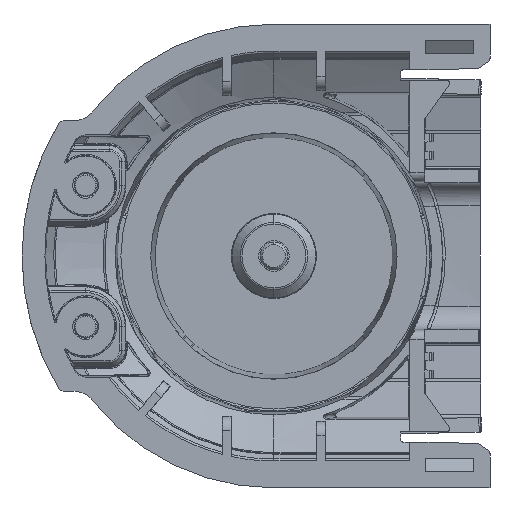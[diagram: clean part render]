
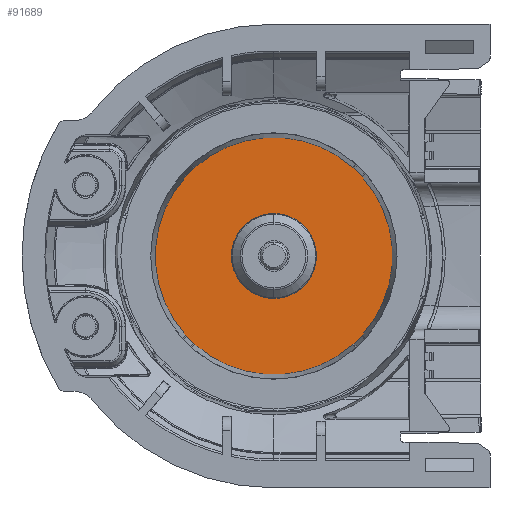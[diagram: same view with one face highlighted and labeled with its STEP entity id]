
A CAD part, front view. The second image highlights one B-rep face of the part: STEP entity #91689.
In plain terms, the highlighted planar face has unit normal (0, -1, 0).
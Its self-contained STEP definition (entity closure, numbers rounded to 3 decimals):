
#30464=CARTESIAN_POINT('',(-65.4,51.589,0.));
#30465=DIRECTION('',(0.,1.,0.));
#30466=DIRECTION('',(-0.746,0.,-0.666));
#30467=AXIS2_PLACEMENT_3D('',#30464,#30465,#30466);
#30469=CARTESIAN_POINT('',(-65.4,51.589,0.));
#30470=DIRECTION('',(0.,-1.,0.));
#30471=DIRECTION('',(-0.666,0.,0.746));
#30472=AXIS2_PLACEMENT_3D('',#30469,#30470,#30471);
#30474=CARTESIAN_POINT('',(-65.4,51.589,0.));
#30475=DIRECTION('',(0.,1.,0.));
#30476=DIRECTION('',(-0.666,0.,0.746));
#30477=AXIS2_PLACEMENT_3D('',#30474,#30475,#30476);
#30479=CARTESIAN_POINT('',(-65.4,51.589,0.));
#30480=DIRECTION('',(0.,-1.,0.));
#30481=DIRECTION('',(0.746,0.,0.666));
#30482=AXIS2_PLACEMENT_3D('',#30479,#30480,#30481);
#30484=CARTESIAN_POINT('',(-65.4,51.589,0.));
#30485=DIRECTION('',(0.,1.,0.));
#30486=DIRECTION('',(0.746,0.,0.666));
#30487=AXIS2_PLACEMENT_3D('',#30484,#30485,#30486);
#30489=CARTESIAN_POINT('',(-65.4,51.589,0.));
#30490=DIRECTION('',(0.,-1.,0.));
#30491=DIRECTION('',(0.666,0.,-0.746));
#30492=AXIS2_PLACEMENT_3D('',#30489,#30490,#30491);
#30494=CARTESIAN_POINT('',(-65.4,51.589,0.));
#30495=DIRECTION('',(0.,1.,0.));
#30496=DIRECTION('',(0.666,0.,-0.746));
#30497=AXIS2_PLACEMENT_3D('',#30494,#30495,#30496);
#30499=CARTESIAN_POINT('',(-65.4,51.589,0.));
#30500=DIRECTION('',(0.,-1.,0.));
#30501=DIRECTION('',(-0.746,0.,-0.666));
#30502=AXIS2_PLACEMENT_3D('',#30499,#30500,#30501);
#30504=CARTESIAN_POINT('',(-65.4,51.589,0.));
#30505=DIRECTION('',(0.,-1.,0.));
#30506=DIRECTION('',(0.,0.,1.));
#30507=AXIS2_PLACEMENT_3D('',#30504,#30505,#30506);
#30509=CARTESIAN_POINT('',(-65.4,51.589,0.));
#30510=DIRECTION('',(0.,-1.,0.));
#30511=DIRECTION('',(0.,0.,-1.));
#30512=AXIS2_PLACEMENT_3D('',#30509,#30510,#30511);
#37609=CARTESIAN_POINT('',(-65.4,51.589,-9.026));
#37610=VERTEX_POINT('',#37609);
#37611=CARTESIAN_POINT('',(-65.4,51.589,9.026));
#37612=VERTEX_POINT('',#37611);
#37613=CARTESIAN_POINT('',(-82.184,51.589,18.79));
#37614=CARTESIAN_POINT('',(-84.19,51.589,16.784));
#37615=VERTEX_POINT('',#37613);
#37616=VERTEX_POINT('',#37614);
#37617=CARTESIAN_POINT('',(-84.19,51.589,-16.784));
#37618=CARTESIAN_POINT('',(-82.184,51.589,-18.79));
#37619=VERTEX_POINT('',#37617);
#37620=VERTEX_POINT('',#37618);
#37621=CARTESIAN_POINT('',(-48.616,51.589,-18.79));
#37622=CARTESIAN_POINT('',(-46.61,51.589,-16.784));
#37623=VERTEX_POINT('',#37621);
#37624=VERTEX_POINT('',#37622);
#37625=CARTESIAN_POINT('',(-46.61,51.589,16.784));
#37626=CARTESIAN_POINT('',(-48.616,51.589,18.79));
#37627=VERTEX_POINT('',#37625);
#37628=VERTEX_POINT('',#37626);
#91665=CARTESIAN_POINT('',(-65.4,51.589,0.));
#91666=DIRECTION('',(0.,-1.,0.));
#91667=DIRECTION('',(-1.,0.,0.));
#91668=AXIS2_PLACEMENT_3D('',#91665,#91666,#91667);
#91669=PLANE('',#91668);
#91670=ORIENTED_EDGE('',*,*,#91223,.T.);
#91672=ORIENTED_EDGE('',*,*,#91671,.F.);
#91673=ORIENTED_EDGE('',*,*,#91352,.T.);
#91675=ORIENTED_EDGE('',*,*,#91674,.F.);
#91676=ORIENTED_EDGE('',*,*,#91479,.T.);
#91678=ORIENTED_EDGE('',*,*,#91677,.F.);
#91679=ORIENTED_EDGE('',*,*,#91525,.T.);
#91680=ORIENTED_EDGE('',*,*,#91648,.F.);
#91681=EDGE_LOOP('',(#91670,#91672,#91673,#91675,#91676,#91678,#91679,#91680));
#91682=FACE_OUTER_BOUND('',#91681,.F.);
#91684=ORIENTED_EDGE('',*,*,#91683,.T.);
#91686=ORIENTED_EDGE('',*,*,#91685,.T.);
#91687=EDGE_LOOP('',(#91684,#91686));
#91688=FACE_BOUND('',#91687,.F.);
#91689=ADVANCED_FACE('',(#91682,#91688),#91669,.T.);
#30468=CIRCLE('',#30467,25.195);
#30473=CIRCLE('',#30472,25.195);
#30478=CIRCLE('',#30477,25.195);
#30483=CIRCLE('',#30482,25.195);
#30488=CIRCLE('',#30487,25.195);
#30493=CIRCLE('',#30492,25.195);
#30498=CIRCLE('',#30497,25.195);
#30503=CIRCLE('',#30502,25.195);
#30508=CIRCLE('',#30507,9.026);
#30513=CIRCLE('',#30512,9.026);
#91223=EDGE_CURVE('',#37619,#37616,#30468,.T.);
#91352=EDGE_CURVE('',#37615,#37628,#30478,.T.);
#91479=EDGE_CURVE('',#37627,#37624,#30488,.T.);
#91525=EDGE_CURVE('',#37623,#37620,#30498,.T.);
#91648=EDGE_CURVE('',#37619,#37620,#30503,.T.);
#91671=EDGE_CURVE('',#37615,#37616,#30473,.T.);
#91674=EDGE_CURVE('',#37627,#37628,#30483,.T.);
#91677=EDGE_CURVE('',#37623,#37624,#30493,.T.);
#91683=EDGE_CURVE('',#37612,#37610,#30508,.T.);
#91685=EDGE_CURVE('',#37610,#37612,#30513,.T.);
